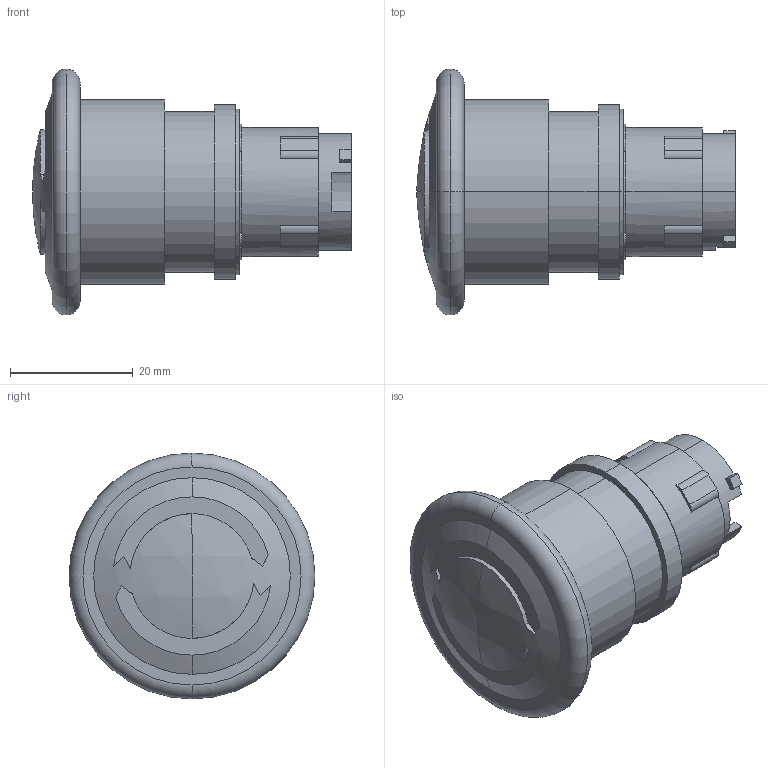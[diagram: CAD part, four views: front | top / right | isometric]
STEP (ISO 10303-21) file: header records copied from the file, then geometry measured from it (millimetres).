
FILE_DESCRIPTION(('starvars output'),'2;1');
FILE_NAME('ZB4BC5_3D.stp','12:00:07 2020/03/31',( 'Thomas Industrial Network Germany GmbH'),( 'Thomas Industrial Network Germany GmbH'),'unknown preprocess','ACIS' ,'unknown authorization');
FILE_SCHEMA(('AUTOMOTIVE_DESIGN_CC2 {UNKNOWN IMPLEMENTATION LEVEL}'));
Length unit declared in the file: millimetre
Products named in the file (1): PRODUCT_ID_314
Bounding box: 51.9 x 40 x 40 mm (x, y, z)
Volume: 28432.9 mm3; surface area: 6835.3 mm2
Topology: 1 solids, 1 shells, 79 faces, 206 edges, 137 vertices
Faces by surface type: plane 39, cylinder 34, torus 4, sphere 2
Entity records: 2914 total; most frequent: ORIENTED_EDGE 412, CARTESIAN_POINT 395, DIRECTION 348, EDGE_CURVE 206, VERTEX_POINT 137, AXIS2_PLACEMENT_3D 130, VECTOR 88, LINE 88
